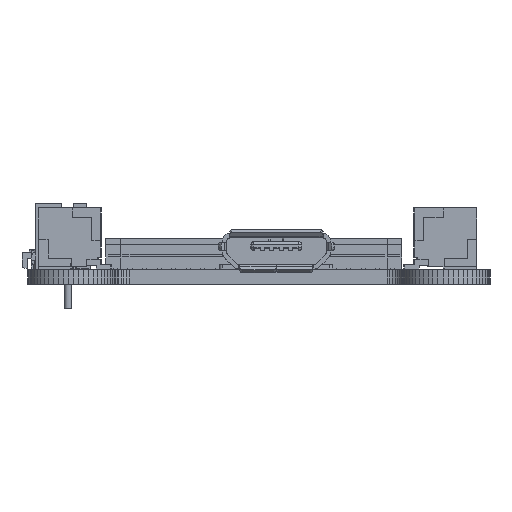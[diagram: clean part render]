
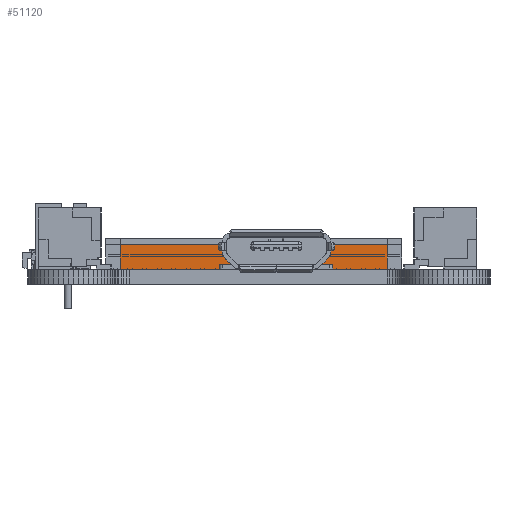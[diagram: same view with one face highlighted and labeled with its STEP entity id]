
A CAD part, left-side view. The second image highlights one B-rep face of the part: STEP entity #51120.
In plain terms, the highlighted face is planar.
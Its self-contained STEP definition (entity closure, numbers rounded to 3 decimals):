
#44269 = PLANE('',#44270);
#44270 = AXIS2_PLACEMENT_3D('',#44271,#44272,#44273);
#44271 = CARTESIAN_POINT('',(-9.159,2.121,-1.27));
#44272 = DIRECTION('',(1.,0.,0.));
#44273 = DIRECTION('',(0.,0.,-1.));
#44325 = PLANE('',#44326);
#44326 = AXIS2_PLACEMENT_3D('',#44327,#44328,#44329);
#44327 = CARTESIAN_POINT('',(9.159,2.121,1.27));
#44328 = DIRECTION('',(-1.,0.,0.));
#44329 = DIRECTION('',(0.,0.,1.));
#46522 = VERTEX_POINT('',#46523);
#46523 = CARTESIAN_POINT('',(-9.159,0.,-1.27));
#46537 = PLANE('',#46538);
#46538 = AXIS2_PLACEMENT_3D('',#46539,#46540,#46541);
#46539 = CARTESIAN_POINT('',(-9.159,0.,0.));
#46540 = DIRECTION('',(0.,1.,0.));
#46541 = DIRECTION('',(0.,0.,1.));
#46549 = EDGE_CURVE('',#46550,#46522,#46552,.T.);
#46550 = VERTEX_POINT('',#46551);
#46551 = CARTESIAN_POINT('',(-9.159,1.664,-1.27));
#46552 = SURFACE_CURVE('',#46553,(#46557,#46564),.PCURVE_S1.);
#46553 = LINE('',#46554,#46555);
#46554 = CARTESIAN_POINT('',(-9.159,2.121,-1.27));
#46555 = VECTOR('',#46556,1.);
#46556 = DIRECTION('',(0.,-1.,0.));
#46557 = PCURVE('',#44269,#46558);
#46558 = DEFINITIONAL_REPRESENTATION('',(#46559),#46563);
#46559 = LINE('',#46560,#46561);
#46560 = CARTESIAN_POINT('',(0.,0.));
#46561 = VECTOR('',#46562,1.);
#46562 = DIRECTION('',(0.,-1.));
#46563 = ( GEOMETRIC_REPRESENTATION_CONTEXT(2) 
PARAMETRIC_REPRESENTATION_CONTEXT() REPRESENTATION_CONTEXT('2D SPACE',''
  ) );
#46564 = PCURVE('',#46565,#46570);
#46565 = PLANE('',#46566);
#46566 = AXIS2_PLACEMENT_3D('',#46567,#46568,#46569);
#46567 = CARTESIAN_POINT('',(9.159,2.121,-1.27));
#46568 = DIRECTION('',(0.,0.,1.));
#46569 = DIRECTION('',(1.,0.,0.));
#46570 = DEFINITIONAL_REPRESENTATION('',(#46571),#46575);
#46571 = LINE('',#46572,#46573);
#46572 = CARTESIAN_POINT('',(-18.317,0.));
#46573 = VECTOR('',#46574,1.);
#46574 = DIRECTION('',(0.,-1.));
#46575 = ( GEOMETRIC_REPRESENTATION_CONTEXT(2) 
PARAMETRIC_REPRESENTATION_CONTEXT() REPRESENTATION_CONTEXT('2D SPACE',''
  ) );
#46593 = PLANE('',#46594);
#46594 = AXIS2_PLACEMENT_3D('',#46595,#46596,#46597);
#46595 = CARTESIAN_POINT('',(9.159,1.664,-1.067));
#46596 = DIRECTION('',(0.,1.,0.));
#46597 = DIRECTION('',(0.,0.,1.));
#46790 = VERTEX_POINT('',#46791);
#46791 = CARTESIAN_POINT('',(9.159,1.664,-1.27));
#46812 = EDGE_CURVE('',#46790,#46813,#46815,.T.);
#46813 = VERTEX_POINT('',#46814);
#46814 = CARTESIAN_POINT('',(9.159,0.,-1.27));
#46815 = SURFACE_CURVE('',#46816,(#46820,#46827),.PCURVE_S1.);
#46816 = LINE('',#46817,#46818);
#46817 = CARTESIAN_POINT('',(9.159,2.121,-1.27));
#46818 = VECTOR('',#46819,1.);
#46819 = DIRECTION('',(0.,-1.,0.));
#46820 = PCURVE('',#44325,#46821);
#46821 = DEFINITIONAL_REPRESENTATION('',(#46822),#46826);
#46822 = LINE('',#46823,#46824);
#46823 = CARTESIAN_POINT('',(-2.54,0.));
#46824 = VECTOR('',#46825,1.);
#46825 = DIRECTION('',(0.,-1.));
#46826 = ( GEOMETRIC_REPRESENTATION_CONTEXT(2) 
PARAMETRIC_REPRESENTATION_CONTEXT() REPRESENTATION_CONTEXT('2D SPACE',''
  ) );
#46827 = PCURVE('',#46565,#46828);
#46828 = DEFINITIONAL_REPRESENTATION('',(#46829),#46833);
#46829 = LINE('',#46830,#46831);
#46830 = CARTESIAN_POINT('',(0.,0.));
#46831 = VECTOR('',#46832,1.);
#46832 = DIRECTION('',(0.,-1.));
#46833 = ( GEOMETRIC_REPRESENTATION_CONTEXT(2) 
PARAMETRIC_REPRESENTATION_CONTEXT() REPRESENTATION_CONTEXT('2D SPACE',''
  ) );
#51120 = ADVANCED_FACE('',(#51121),#46565,.F.);
#51121 = FACE_BOUND('',#51122,.T.);
#51122 = EDGE_LOOP('',(#51123,#51144,#51145,#51166));
#51123 = ORIENTED_EDGE('',*,*,#51124,.F.);
#51124 = EDGE_CURVE('',#46790,#46550,#51125,.T.);
#51125 = SURFACE_CURVE('',#51126,(#51130,#51137),.PCURVE_S1.);
#51126 = LINE('',#51127,#51128);
#51127 = CARTESIAN_POINT('',(9.159,1.664,-1.27));
#51128 = VECTOR('',#51129,1.);
#51129 = DIRECTION('',(-1.,0.,0.));
#51130 = PCURVE('',#46565,#51131);
#51131 = DEFINITIONAL_REPRESENTATION('',(#51132),#51136);
#51132 = LINE('',#51133,#51134);
#51133 = CARTESIAN_POINT('',(0.,-0.457));
#51134 = VECTOR('',#51135,1.);
#51135 = DIRECTION('',(-1.,0.));
#51136 = ( GEOMETRIC_REPRESENTATION_CONTEXT(2) 
PARAMETRIC_REPRESENTATION_CONTEXT() REPRESENTATION_CONTEXT('2D SPACE',''
  ) );
#51137 = PCURVE('',#46593,#51138);
#51138 = DEFINITIONAL_REPRESENTATION('',(#51139),#51143);
#51139 = LINE('',#51140,#51141);
#51140 = CARTESIAN_POINT('',(-0.203,0.));
#51141 = VECTOR('',#51142,1.);
#51142 = DIRECTION('',(0.,-1.));
#51143 = ( GEOMETRIC_REPRESENTATION_CONTEXT(2) 
PARAMETRIC_REPRESENTATION_CONTEXT() REPRESENTATION_CONTEXT('2D SPACE',''
  ) );
#51144 = ORIENTED_EDGE('',*,*,#46812,.T.);
#51145 = ORIENTED_EDGE('',*,*,#51146,.T.);
#51146 = EDGE_CURVE('',#46813,#46522,#51147,.T.);
#51147 = SURFACE_CURVE('',#51148,(#51152,#51159),.PCURVE_S1.);
#51148 = LINE('',#51149,#51150);
#51149 = CARTESIAN_POINT('',(9.159,0.,-1.27));
#51150 = VECTOR('',#51151,1.);
#51151 = DIRECTION('',(-1.,0.,0.));
#51152 = PCURVE('',#46565,#51153);
#51153 = DEFINITIONAL_REPRESENTATION('',(#51154),#51158);
#51154 = LINE('',#51155,#51156);
#51155 = CARTESIAN_POINT('',(0.,-2.121));
#51156 = VECTOR('',#51157,1.);
#51157 = DIRECTION('',(-1.,0.));
#51158 = ( GEOMETRIC_REPRESENTATION_CONTEXT(2) 
PARAMETRIC_REPRESENTATION_CONTEXT() REPRESENTATION_CONTEXT('2D SPACE',''
  ) );
#51159 = PCURVE('',#46537,#51160);
#51160 = DEFINITIONAL_REPRESENTATION('',(#51161),#51165);
#51161 = LINE('',#51162,#51163);
#51162 = CARTESIAN_POINT('',(-1.27,18.317));
#51163 = VECTOR('',#51164,1.);
#51164 = DIRECTION('',(0.,-1.));
#51165 = ( GEOMETRIC_REPRESENTATION_CONTEXT(2) 
PARAMETRIC_REPRESENTATION_CONTEXT() REPRESENTATION_CONTEXT('2D SPACE',''
  ) );
#51166 = ORIENTED_EDGE('',*,*,#46549,.F.);
